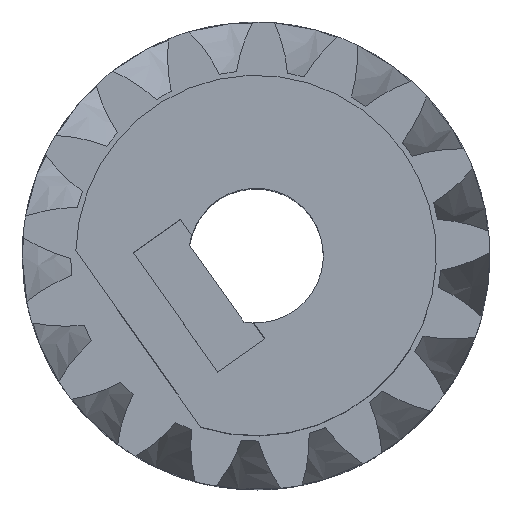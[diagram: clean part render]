
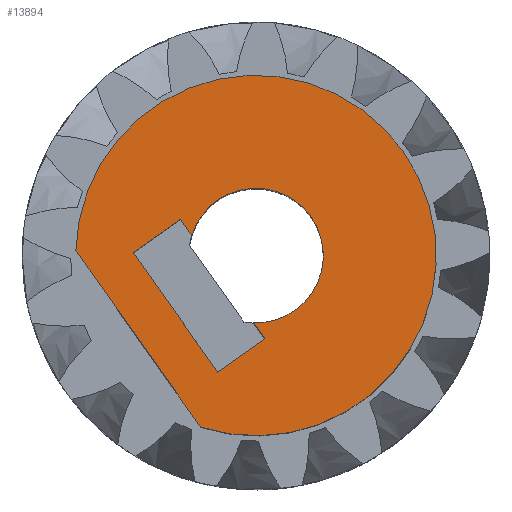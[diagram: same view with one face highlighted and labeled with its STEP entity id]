
A CAD part, top view. The second image highlights one B-rep face of the part: STEP entity #13894.
In plain terms, the highlighted planar face has unit normal (0, 0, 1).
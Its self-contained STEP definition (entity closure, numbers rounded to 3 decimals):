
#265 = EDGE_LOOP ( 'NONE', ( #15179, #8021, #15522 ) ) ;
#679 = CARTESIAN_POINT ( 'NONE',  ( -2.182, 0.141, 18.5 ) ) ;
#792 = VERTEX_POINT ( 'NONE', #2533 ) ;
#928 = DIRECTION ( 'NONE',  ( 0.577, -0.816, 0. ) ) ;
#936 = PLANE ( 'NONE',  #17562 ) ;
#1083 = CIRCLE ( 'NONE', #14194, 2.8 ) ;
#1444 = VERTEX_POINT ( 'NONE', #4140 ) ;
#2150 = FACE_OUTER_BOUND ( 'NONE', #265, .T. ) ;
#2248 = CARTESIAN_POINT ( 'NONE',  ( -7.497, 0.209, 18.5 ) ) ;
#2533 = CARTESIAN_POINT ( 'NONE',  ( 0.373, -3.472, 18.5 ) ) ;
#2805 = VECTOR ( 'NONE', #5664, 1000. ) ;
#3055 = VERTEX_POINT ( 'NONE', #15137 ) ;
#3199 = DIRECTION ( 'NONE',  ( -0.341, -0.94, 0. ) ) ;
#3242 = VERTEX_POINT ( 'NONE', #12792 ) ;
#3402 = CARTESIAN_POINT ( 'NONE',  ( 0.945, -3.068, 18.5 ) ) ;
#3424 = VERTEX_POINT ( 'NONE', #15184 ) ;
#3779 = DIRECTION ( 'NONE',  ( 0., 0., 1. ) ) ;
#3856 = CARTESIAN_POINT ( 'NONE',  ( 0., 0., 18.5 ) ) ;
#4140 = CARTESIAN_POINT ( 'NONE',  ( -0.103, -2.798, 18.5 ) ) ;
#4504 = CARTESIAN_POINT ( 'NONE',  ( 2.286, 1.617, 18.5 ) ) ;
#4532 = CARTESIAN_POINT ( 'NONE',  ( -2.182, 0.141, 18.5 ) ) ;
#4535 = CIRCLE ( 'NONE', #16343, 7.5 ) ;
#4569 = ORIENTED_EDGE ( 'NONE', *, *, #5947, .T. ) ;
#5630 = CIRCLE ( 'NONE', #8170, 7.5 ) ;
#5664 = DIRECTION ( 'NONE',  ( 0.816, 0.577, 0. ) ) ;
#5947 = EDGE_CURVE ( 'NONE', #9642, #3424, #19060, .T. ) ;
#5949 = ORIENTED_EDGE ( 'NONE', *, *, #17789, .T. ) ;
#6125 = ORIENTED_EDGE ( 'NONE', *, *, #14202, .T. ) ;
#6238 = EDGE_CURVE ( 'NONE', #13164, #12427, #16703, .T. ) ;
#6391 = DIRECTION ( 'NONE',  ( 0., 0., -1. ) ) ;
#6668 = DIRECTION ( 'NONE',  ( -0.577, 0.816, 0. ) ) ;
#6696 = CARTESIAN_POINT ( 'NONE',  ( -3.149, 1.508, 18.5 ) ) ;
#6878 = CARTESIAN_POINT ( 'NONE',  ( 0., 0., 18.5 ) ) ;
#7553 = EDGE_CURVE ( 'NONE', #1444, #792, #16903, .T. ) ;
#7722 = CARTESIAN_POINT ( 'NONE',  ( -1.586, -4.858, 18.5 ) ) ;
#8021 = ORIENTED_EDGE ( 'NONE', *, *, #8890, .T. ) ;
#8170 = AXIS2_PLACEMENT_3D ( 'NONE', #6878, #3779, #12880 ) ;
#8192 = CARTESIAN_POINT ( 'NONE',  ( -2.3, -7.139, 18.5 ) ) ;
#8356 = DIRECTION ( 'NONE',  ( 0.885, -0.465, 0. ) ) ;
#8429 = CARTESIAN_POINT ( 'NONE',  ( 0., 0., 18.5 ) ) ;
#8890 = EDGE_CURVE ( 'NONE', #12427, #3055, #4535, .T. ) ;
#8950 = CIRCLE ( 'NONE', #14707, 2.8 ) ;
#9642 = VERTEX_POINT ( 'NONE', #7722 ) ;
#9703 = LINE ( 'NONE', #679, #16657 ) ;
#10007 = EDGE_CURVE ( 'NONE', #3424, #10465, #17452, .T. ) ;
#10059 = DIRECTION ( 'NONE',  ( 0., 0., 1. ) ) ;
#10465 = VERTEX_POINT ( 'NONE', #6696 ) ;
#11584 = EDGE_CURVE ( 'NONE', #3055, #13164, #5630, .T. ) ;
#12195 = VECTOR ( 'NONE', #12420, 1000. ) ;
#12259 = ORIENTED_EDGE ( 'NONE', *, *, #19657, .T. ) ;
#12420 = DIRECTION ( 'NONE',  ( 0.577, -0.816, 0. ) ) ;
#12427 = VERTEX_POINT ( 'NONE', #8192 ) ;
#12627 = EDGE_LOOP ( 'NONE', ( #15237, #4569, #14028, #5949, #12259, #6125, #16570 ) ) ;
#12792 = CARTESIAN_POINT ( 'NONE',  ( -2.673, 0.835, 18.5 ) ) ;
#12880 = DIRECTION ( 'NONE',  ( 0.885, -0.465, 0. ) ) ;
#12998 = DIRECTION ( 'NONE',  ( 0.577, -0.816, 0. ) ) ;
#13159 = CARTESIAN_POINT ( 'NONE',  ( 0., 0., 18.5 ) ) ;
#13164 = VERTEX_POINT ( 'NONE', #2248 ) ;
#13894 = ADVANCED_FACE ( 'NONE', ( #2150, #16152 ), #936, .T. ) ;
#14028 = ORIENTED_EDGE ( 'NONE', *, *, #10007, .T. ) ;
#14194 = AXIS2_PLACEMENT_3D ( 'NONE', #8429, #17930, #14937 ) ;
#14202 = EDGE_CURVE ( 'NONE', #19131, #1444, #8950, .T. ) ;
#14656 = CARTESIAN_POINT ( 'NONE',  ( -4.899, -3.465, 18.5 ) ) ;
#14707 = AXIS2_PLACEMENT_3D ( 'NONE', #18493, #6391, #3199 ) ;
#14937 = DIRECTION ( 'NONE',  ( -0.341, -0.94, 0. ) ) ;
#14972 = VECTOR ( 'NONE', #6668, 1000. ) ;
#15137 = CARTESIAN_POINT ( 'NONE',  ( 6.123, 4.331, 18.5 ) ) ;
#15179 = ORIENTED_EDGE ( 'NONE', *, *, #6238, .T. ) ;
#15184 = CARTESIAN_POINT ( 'NONE',  ( -5.109, 0.123, 18.5 ) ) ;
#15237 = ORIENTED_EDGE ( 'NONE', *, *, #16927, .T. ) ;
#15522 = ORIENTED_EDGE ( 'NONE', *, *, #11584, .T. ) ;
#15597 = DIRECTION ( 'NONE',  ( -0.816, -0.577, 0. ) ) ;
#15953 = CARTESIAN_POINT ( 'NONE',  ( -3.312, 1.393, 18.5 ) ) ;
#16152 = FACE_BOUND ( 'NONE', #12627, .T. ) ;
#16167 = CARTESIAN_POINT ( 'NONE',  ( -2.553, -3.49, 18.5 ) ) ;
#16343 = AXIS2_PLACEMENT_3D ( 'NONE', #13159, #17552, #8356 ) ;
#16570 = ORIENTED_EDGE ( 'NONE', *, *, #7553, .T. ) ;
#16657 = VECTOR ( 'NONE', #12998, 1000. ) ;
#16703 = LINE ( 'NONE', #14656, #18468 ) ;
#16903 = LINE ( 'NONE', #4532, #12195 ) ;
#16927 = EDGE_CURVE ( 'NONE', #792, #9642, #17093, .T. ) ;
#17093 = LINE ( 'NONE', #3402, #19217 ) ;
#17444 = DIRECTION ( 'NONE',  ( 1., 0., 0. ) ) ;
#17452 = LINE ( 'NONE', #15953, #2805 ) ;
#17552 = DIRECTION ( 'NONE',  ( 0., 0., 1. ) ) ;
#17562 = AXIS2_PLACEMENT_3D ( 'NONE', #3856, #10059, #17444 ) ;
#17789 = EDGE_CURVE ( 'NONE', #10465, #3242, #9703, .T. ) ;
#17930 = DIRECTION ( 'NONE',  ( 0., 0., -1. ) ) ;
#18468 = VECTOR ( 'NONE', #928, 1000. ) ;
#18493 = CARTESIAN_POINT ( 'NONE',  ( 0., 0., 18.5 ) ) ;
#19060 = LINE ( 'NONE', #16167, #14972 ) ;
#19131 = VERTEX_POINT ( 'NONE', #4504 ) ;
#19217 = VECTOR ( 'NONE', #15597, 1000. ) ;
#19657 = EDGE_CURVE ( 'NONE', #3242, #19131, #1083, .T. ) ;
